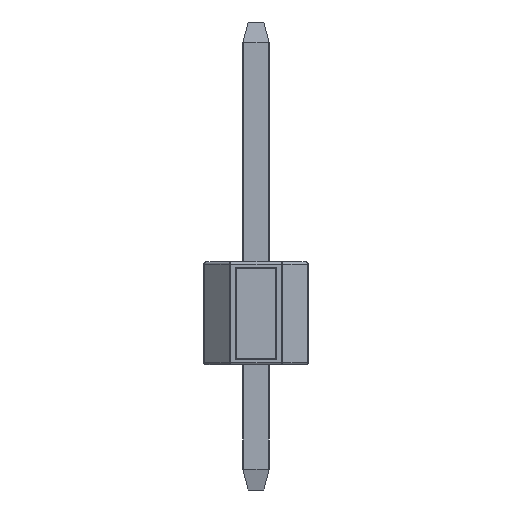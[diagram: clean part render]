
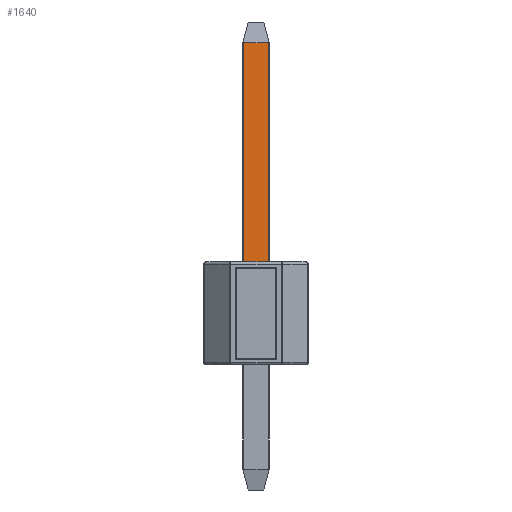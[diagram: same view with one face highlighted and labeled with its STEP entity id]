
A CAD part, left-side view. The second image highlights one B-rep face of the part: STEP entity #1640.
In plain terms, the highlighted planar face has unit normal (-1, 0, 0).
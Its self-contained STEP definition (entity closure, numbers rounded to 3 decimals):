
#291=FACE_OUTER_BOUND('',#385,.T.);
#385=EDGE_LOOP('',(#1330,#1331,#1332,#1333));
#494=LINE('',#2696,#634);
#517=LINE('',#2744,#657);
#518=LINE('',#2746,#658);
#519=LINE('',#2747,#659);
#634=VECTOR('',#2220,10.);
#657=VECTOR('',#2271,10.);
#658=VECTOR('',#2272,10.);
#659=VECTOR('',#2273,10.);
#698=VERTEX_POINT('',#2437);
#701=VERTEX_POINT('',#2444);
#780=VERTEX_POINT('',#2743);
#781=VERTEX_POINT('',#2745);
#950=EDGE_CURVE('',#701,#698,#494,.T.);
#973=EDGE_CURVE('',#780,#698,#517,.T.);
#974=EDGE_CURVE('',#781,#780,#518,.T.);
#975=EDGE_CURVE('',#701,#781,#519,.T.);
#1330=ORIENTED_EDGE('',*,*,#950,.T.);
#1331=ORIENTED_EDGE('',*,*,#973,.F.);
#1332=ORIENTED_EDGE('',*,*,#974,.F.);
#1333=ORIENTED_EDGE('',*,*,#975,.F.);
#1463=PLANE('',#1840);
#1640=ADVANCED_FACE('',(#291),#1463,.T.);
#1840=AXIS2_PLACEMENT_3D('',#2742,#2269,#2270);
#2220=DIRECTION('',(0.,-1.,0.));
#2269=DIRECTION('center_axis',(-1.,0.,0.));
#2270=DIRECTION('ref_axis',(0.,0.,1.));
#2271=DIRECTION('',(0.,0.,-1.));
#2272=DIRECTION('',(0.,-1.,0.));
#2273=DIRECTION('',(0.,0.,1.));
#2437=CARTESIAN_POINT('',(-0.32,-0.297,2.5));
#2444=CARTESIAN_POINT('',(-0.32,0.292,2.5));
#2696=CARTESIAN_POINT('',(-0.32,-0.003,2.5));
#2742=CARTESIAN_POINT('Origin',(-0.32,-0.003,2.645));
#2743=CARTESIAN_POINT('',(-0.32,-0.297,7.832));
#2744=CARTESIAN_POINT('',(-0.32,-0.297,5.493));
#2745=CARTESIAN_POINT('',(-0.32,0.292,7.832));
#2746=CARTESIAN_POINT('',(-0.32,0.158,7.832));
#2747=CARTESIAN_POINT('',(-0.32,0.292,-0.202));
